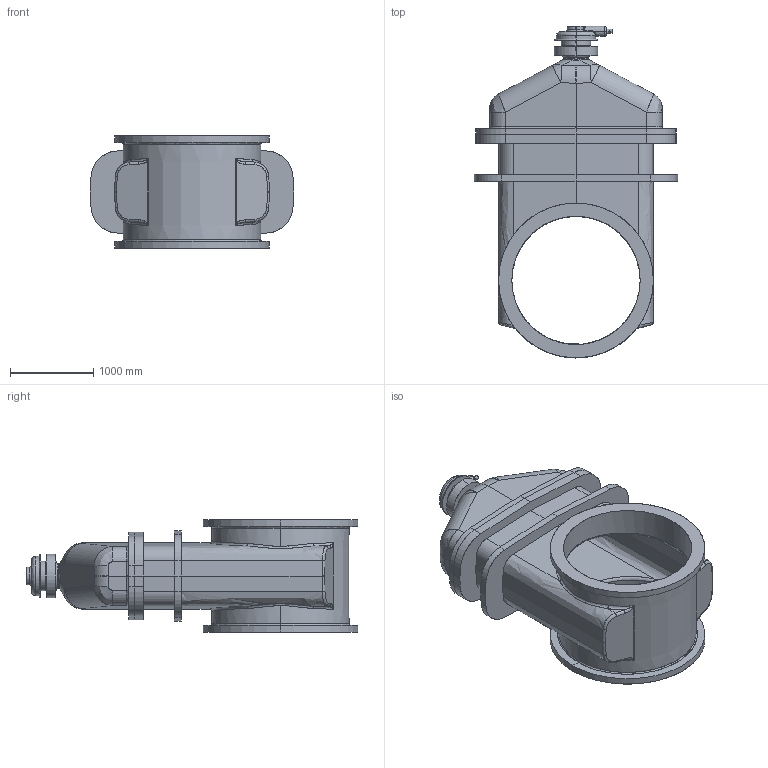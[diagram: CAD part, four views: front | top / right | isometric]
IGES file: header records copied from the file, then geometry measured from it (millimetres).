
Start section: SolidWorks IGES file using analytic representation for surfaces
Global section: file name: 60 FF Bevel.IGS; native system: SolidWorks 2018; preprocessor: SolidWorks 2018; author: shasan; date: 200826.113931; units: inch
Bounding box: 2438.4 x 3976.67 x 1346.2 mm (x, y, z)
Surface area: 41746980.5 mm2 (no closed solid volume)
Topology: 0 solids, 0 shells, 342 faces, 6047 edges, 6045 vertices
Faces by surface type: bspline 197, revolution 145
